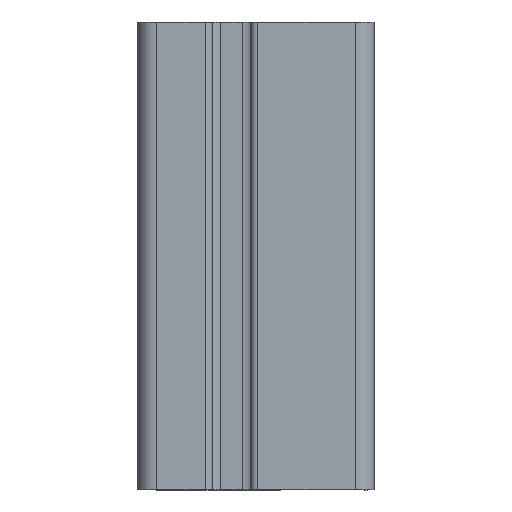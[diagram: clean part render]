
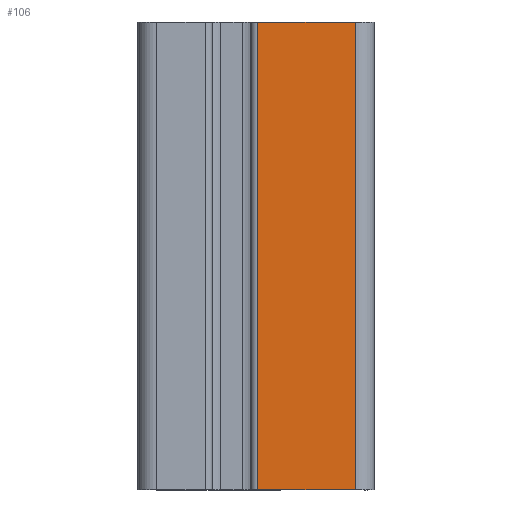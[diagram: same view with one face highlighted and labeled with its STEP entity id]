
A CAD part, top view. The second image highlights one B-rep face of the part: STEP entity #106.
In plain terms, the highlighted planar face has unit normal (0, 0, 1).
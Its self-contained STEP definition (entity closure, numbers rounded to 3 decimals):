
#106 = ADVANCED_FACE( '', ( #261 ), #262, .T. );
#261 = FACE_OUTER_BOUND( '', #465, .T. );
#262 = PLANE( '', #466 );
#465 = EDGE_LOOP( '', ( #705, #706, #707, #708 ) );
#466 = AXIS2_PLACEMENT_3D( '', #709, #710, #711 );
#705 = ORIENTED_EDGE( '', *, *, #1304, .F. );
#706 = ORIENTED_EDGE( '', *, *, #1305, .F. );
#707 = ORIENTED_EDGE( '', *, *, #1306, .T. );
#708 = ORIENTED_EDGE( '', *, *, #1307, .T. );
#709 = CARTESIAN_POINT( '', ( 21.25, 100., 19. ) );
#710 = DIRECTION( '', ( 0., 0., 1. ) );
#711 = DIRECTION( '', ( 0., -1., 0. ) );
#1304 = EDGE_CURVE( '', #1587, #1588, #1589, .T. );
#1305 = EDGE_CURVE( '', #1590, #1587, #1591, .T. );
#1306 = EDGE_CURVE( '', #1590, #1592, #1593, .T. );
#1307 = EDGE_CURVE( '', #1592, #1588, #1594, .T. );
#1587 = VERTEX_POINT( '', #1988 );
#1588 = VERTEX_POINT( '', #1989 );
#1589 = LINE( '', #1990, #1991 );
#1590 = VERTEX_POINT( '', #1992 );
#1591 = LINE( '', #1993, #1994 );
#1592 = VERTEX_POINT( '', #1995 );
#1593 = LINE( '', #1996, #1997 );
#1594 = LINE( '', #1998, #1999 );
#1988 = CARTESIAN_POINT( '', ( 21.25, 0., 19. ) );
#1989 = CARTESIAN_POINT( '', ( 0.35, 0., 19. ) );
#1990 = CARTESIAN_POINT( '', ( 21.25, 0., 19. ) );
#1991 = VECTOR( '', #2412, 1000. );
#1992 = CARTESIAN_POINT( '', ( 21.25, 100., 19. ) );
#1993 = CARTESIAN_POINT( '', ( 21.25, 100., 19. ) );
#1994 = VECTOR( '', #2413, 1000. );
#1995 = CARTESIAN_POINT( '', ( 0.35, 100., 19. ) );
#1996 = CARTESIAN_POINT( '', ( 21.25, 100., 19. ) );
#1997 = VECTOR( '', #2414, 1000. );
#1998 = CARTESIAN_POINT( '', ( 0.35, 100., 19. ) );
#1999 = VECTOR( '', #2415, 1000. );
#2412 = DIRECTION( '', ( -1., 0., 0. ) );
#2413 = DIRECTION( '', ( 0., -1., 0. ) );
#2414 = DIRECTION( '', ( -1., 0., 0. ) );
#2415 = DIRECTION( '', ( 0., -1., 0. ) );
